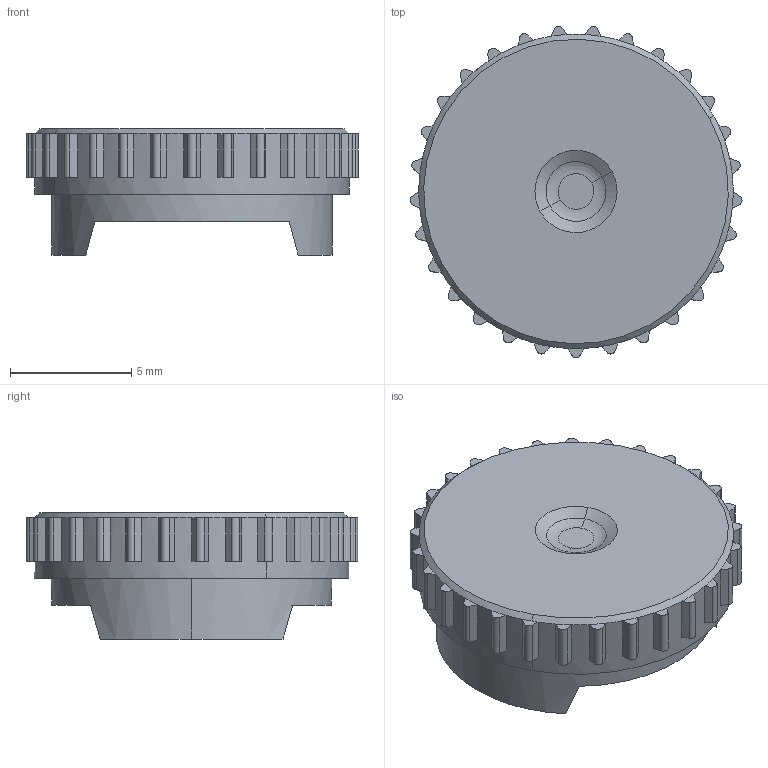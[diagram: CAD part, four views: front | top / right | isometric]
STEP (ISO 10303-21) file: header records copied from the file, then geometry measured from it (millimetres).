
FILE_DESCRIPTION(('CATIA V5 STEP Exchange','CAx-IF Rec.Pracs.--- Model Styling and Organization---1.5--- 2016-08-15','CAx-IF Rec.Pracs.---Supplemental Geometry---1.0---2011-11-01','CAx-IF Rec.Pracs.--- Composite Materials ---1.1---2010-07-15'),'2;1');
FILE_NAME('077896_A _AllCATPart.stp','2026-03-11T13:44:42+00:00',('none'),('none'),'CATIA Version 5-6 Release 2024 SP3','CATIA V5 STEP AP214 v3','none');
FILE_SCHEMA(('AUTOMOTIVE_DESIGN { 1 0 10303 214 1 1 1 1 }'));
Length unit declared in the file: millimetre
Products named in the file (1): 077896_A _AllCATPart
Bounding box: 13.68 x 13.66 x 5.2 mm (x, y, z)
Volume: 348.9 mm3; surface area: 539.2 mm2
Topology: 1 solids, 1 shells, 173 faces, 450 edges, 281 vertices
Faces by surface type: plane 128, cylinder 33, cone 6, bspline 4, torus 2
Entity records: 5009 total; most frequent: CARTESIAN_POINT 1082, ORIENTED_EDGE 900, DIRECTION 642, EDGE_CURVE 450, AXIS2_PLACEMENT_3D 285, VERTEX_POINT 281, VECTOR 250, LINE 250
